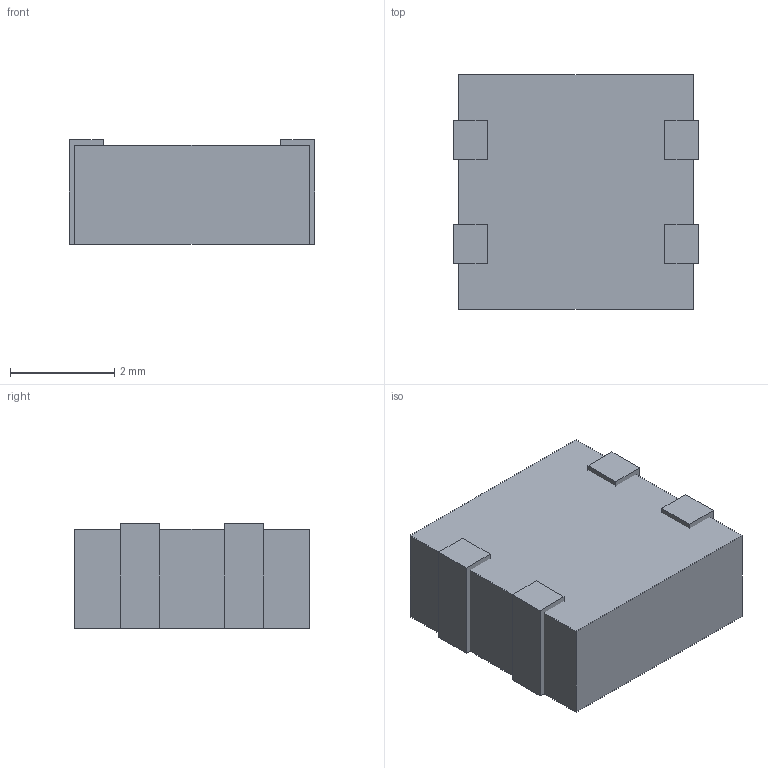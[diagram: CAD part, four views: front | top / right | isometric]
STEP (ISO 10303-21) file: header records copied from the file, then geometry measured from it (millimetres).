
FILE_DESCRIPTION(('FreeCAD Model'),'2;1');
FILE_NAME( 'ACM4520.step', '2017-12-16T11:49:26',('Author'),(''), 'Open CASCADE STEP processor 7.1','FreeCAD','Unknown');
FILE_SCHEMA(('AUTOMOTIVE_DESIGN { 1 0 10303 214 1 1 1 1 }'));
Length unit declared in the file: millimetre
Products named in the file (2): Body001; Body
Bounding box: 4.7 x 4.5 x 2 mm (x, y, z)
Surface area: 132.8 mm2
Topology: 2 solids, 2 shells, 44 faces, 112 edges, 72 vertices
Faces by surface type: plane 44
Entity records: 2788 total; most frequent: CARTESIAN_POINT 453, DIRECTION 426, LINE 336, VECTOR 336, ORIENTED_EDGE 224, PCURVE 224, DEFINITIONAL_REPRESENTATION 224, EDGE_CURVE 112
